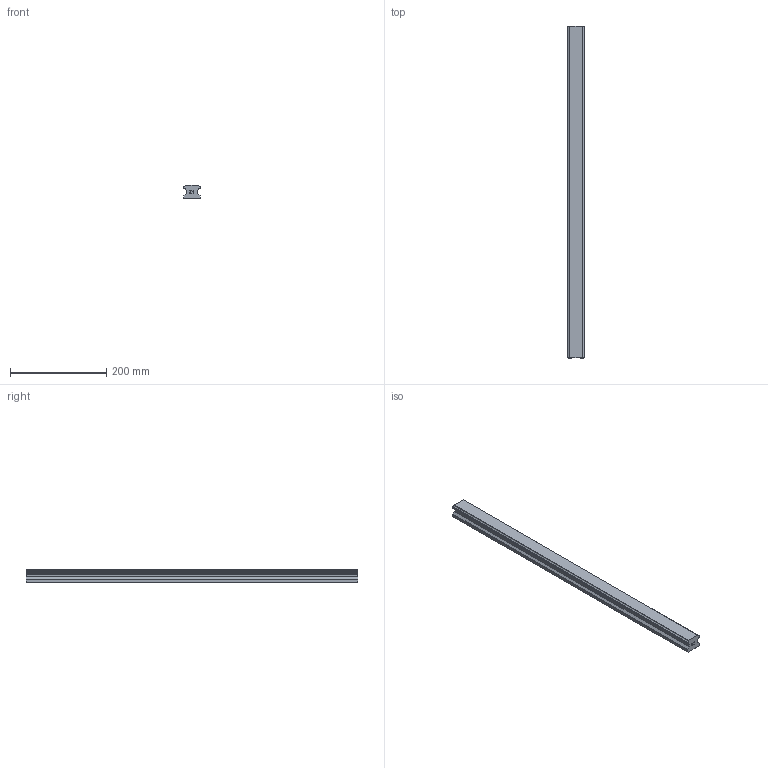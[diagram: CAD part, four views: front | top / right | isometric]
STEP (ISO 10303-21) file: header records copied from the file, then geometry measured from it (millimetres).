
FILE_DESCRIPTION(('STEP AP214'),'1');
FILE_NAME('cctmp_C629A5A7-49E7-4807-B278-7DC738C13404_2021_01_27_12_03_51_0222..stp','2021-01-27T11:03:51',('HIWIN GmbH'),('CADClick - www.CADClick.com'),'Spatial InterOp 3D',' ','unknown authorization');
FILE_SCHEMA(('AUTOMOTIVE_DESIGN'));
Length unit declared in the file: millimetre
Products named in the file (1): HGR35T690C_FILE
Bounding box: 34 x 690 x 29 mm (x, y, z)
Volume: 581754 mm3; surface area: 94919.9 mm2
Topology: 1 solids, 1 shells, 151 faces, 417 edges, 263 vertices
Faces by surface type: plane 93, cylinder 40, cone 18
Entity records: 5873 total; most frequent: CARTESIAN_POINT 814, ORIENTED_EDGE 798, DIRECTION 783, EDGE_CURVE 399, LINE 319, VECTOR 319, VERTEX_POINT 263, AXIS2_PLACEMENT_3D 232
